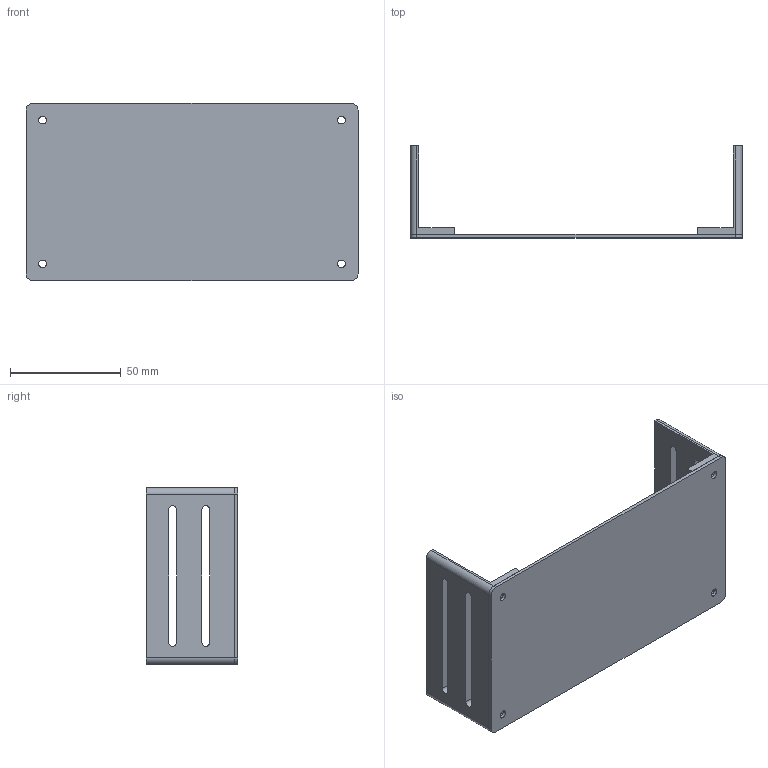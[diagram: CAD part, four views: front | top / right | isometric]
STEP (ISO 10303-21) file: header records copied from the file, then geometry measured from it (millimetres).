
FILE_DESCRIPTION(/* description */ ('','CAx-IF Rec.Pracs.---Representation and Presentation of Product Manufacturing Information (PMI)---4.0---2014-10-13'),/* implementation_level */ '2;1');
FILE_NAME(/* name */ 'Radio Stack PCB System v9.step',/* time_stamp */ '2025-02-24T14:36:40-07:00',/* author */ (''),/* organization */ (''),/* preprocessor_version */ 'ST-DEVELOPER v20',/* originating_system */ 'Autodesk Translation Framework v13.20.0.188',/* authorisation */ '');
FILE_SCHEMA (('AP242_MANAGED_MODEL_BASED_3D_ENGINEERING_MIM_LF { 1 0 10303 442 1 1 4 }'));
Length unit declared in the file: millimetre
Products named in the file (3): Radio Stack PCB System; PCB Profile; Rack Mounts
Assembly tree (2 placements, depth 2):
  Radio Stack PCB System
    PCB Profile
    Rack Mounts
Bounding box: 150 x 41.5 x 80 mm (x, y, z)
Volume: 47272.3 mm3; surface area: 44860.3 mm2
Topology: 3 solids, 3 shells, 54 faces, 144 edges, 96 vertices
Faces by surface type: plane 30, cylinder 24
Full cylindrical faces by diameter (mm): 3.5 x8
Entity records: 1828 total; most frequent: DIRECTION 310, CARTESIAN_POINT 299, ORIENTED_EDGE 288, EDGE_CURVE 144, AXIS2_PLACEMENT_3D 107, LINE 96, VECTOR 96, VERTEX_POINT 96
